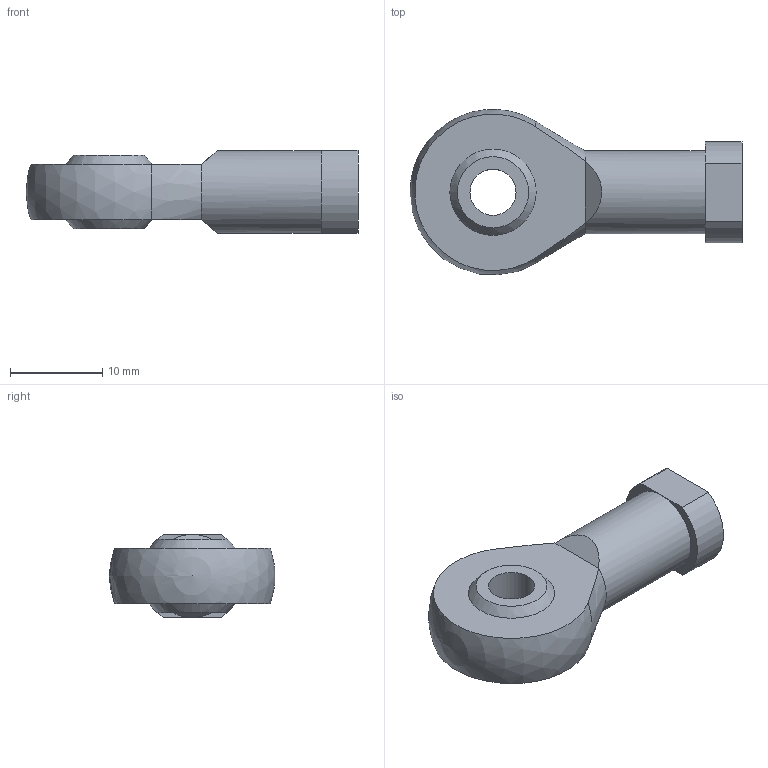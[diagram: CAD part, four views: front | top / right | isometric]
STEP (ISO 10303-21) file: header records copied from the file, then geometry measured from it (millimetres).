
FILE_DESCRIPTION(/* description */ ('Alibre Inc.'),/* implementation_level */ '2;1');
FILE_NAME(/* name */ 'export-564F5E44-BA92-4B94-84D5-AD4814493731',/* time_stamp */ '2021-04-16T12:16:23+02:00',/* author */ (''),/* organization */ (''),/* preprocessor_version */ 'ST-DEVELOPER v17',/* originating_system */ 'Alibre',/* authorisation */ '');
FILE_SCHEMA (('AUTOMOTIVE_DESIGN'));
Length unit declared in the file: millimetre
Products named in the file (1): _W0950080025-1
Bounding box: 36 x 17.9 x 9 mm (x, y, z)
Volume: 2598.5 mm3; surface area: 1646.3 mm2
Topology: 1 solids, 1 shells, 23 faces, 50 edges, 32 vertices
Faces by surface type: plane 11, cylinder 5, cone 4, sphere 3
Full cylindrical faces by diameter (mm): 3.242 x1, 5 x1, 9 x1
Entity records: 663 total; most frequent: CARTESIAN_POINT 111, DIRECTION 106, ORIENTED_EDGE 96, AXIS2_PLACEMENT_3D 50, EDGE_CURVE 48, VERTEX_POINT 32, EDGE_LOOP 30, FACE_BOUND 30
